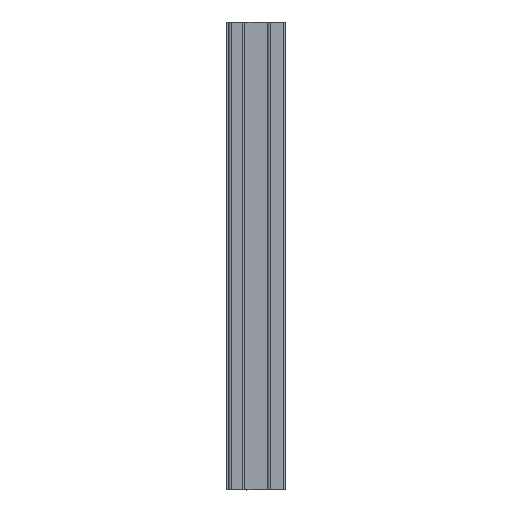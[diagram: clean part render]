
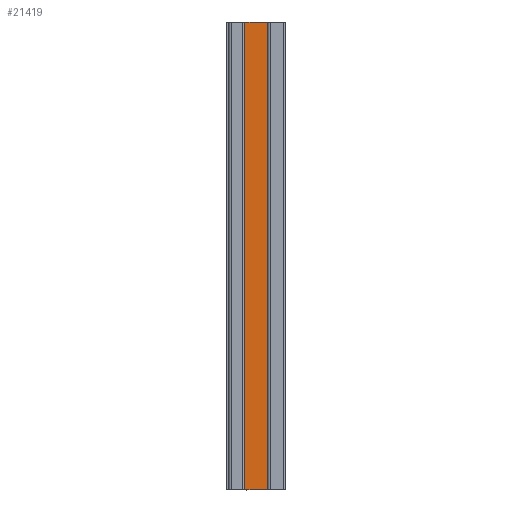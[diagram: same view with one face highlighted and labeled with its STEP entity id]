
A CAD part, left-side view. The second image highlights one B-rep face of the part: STEP entity #21419.
In plain terms, the highlighted planar face has unit normal (-1, 0, 0).
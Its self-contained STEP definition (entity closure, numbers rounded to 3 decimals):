
#1702 = EDGE_CURVE ( 'NONE', #11942, #11903, #5781, .T. ) ;
#1703 = EDGE_CURVE ( 'NONE', #11943, #11901, #5783, .T. ) ;
#1749 = EDGE_CURVE ( 'NONE', #11942, #11943, #5846, .T. ) ;
#2665 = LINE ( 'NONE', #8885, #2666 ) ;
#2666 = VECTOR ( 'NONE', #8886, 1000. ) ;
#5781 = LINE ( 'NONE', #19652, #5782 ) ;
#5782 = VECTOR ( 'NONE', #19654, 1000. ) ;
#5783 = LINE ( 'NONE', #19657, #5784 ) ;
#5784 = VECTOR ( 'NONE', #19659, 1000. ) ;
#5846 = LINE ( 'NONE', #19957, #5847 ) ;
#5847 = VECTOR ( 'NONE', #19959, 1000. ) ;
#5989 = ORIENTED_EDGE ( 'NONE', *, *, #15717, .T. ) ;
#5990 = ORIENTED_EDGE ( 'NONE', *, *, #1703, .F. ) ;
#5991 = ORIENTED_EDGE ( 'NONE', *, *, #1749, .F. ) ;
#5992 = ORIENTED_EDGE ( 'NONE', *, *, #1702, .T. ) ;
#6378 = PLANE ( 'NONE',  #10961 ) ;
#6379 = CARTESIAN_POINT ( 'NONE',  ( -28.5, 5.45, 211. ) ) ;
#6380 = DIRECTION ( 'NONE',  ( 1., 0., 0. ) ) ;
#6381 = DIRECTION ( 'NONE',  ( 0., 0., -1. ) ) ;
#8885 = CARTESIAN_POINT ( 'NONE',  ( -28.5, 5.45, 0. ) ) ;
#8886 = DIRECTION ( 'NONE',  ( 0., -1., 0. ) ) ;
#10961 = AXIS2_PLACEMENT_3D ( 'NONE', #6379, #6380, #6381 ) ;
#11901 = VERTEX_POINT ( 'NONE', #12635 ) ;
#11903 = VERTEX_POINT ( 'NONE', #12636 ) ;
#11942 = VERTEX_POINT ( 'NONE', #12657 ) ;
#11943 = VERTEX_POINT ( 'NONE', #12658 ) ;
#12221 = EDGE_LOOP ( 'NONE', ( #5989, #5990, #5991, #5992 ) ) ;
#12635 = CARTESIAN_POINT ( 'NONE',  ( -28.5, -5.55, 0. ) ) ;
#12636 = CARTESIAN_POINT ( 'NONE',  ( -28.5, 5.45, 0. ) ) ;
#12657 = CARTESIAN_POINT ( 'NONE',  ( -28.5, 5.45, 211. ) ) ;
#12658 = CARTESIAN_POINT ( 'NONE',  ( -28.5, -5.55, 211. ) ) ;
#15717 = EDGE_CURVE ( 'NONE', #11903, #11901, #2665, .T. ) ;
#19652 = CARTESIAN_POINT ( 'NONE',  ( -28.5, 5.45, 211. ) ) ;
#19654 = DIRECTION ( 'NONE',  ( 0., 0., -1. ) ) ;
#19657 = CARTESIAN_POINT ( 'NONE',  ( -28.5, -5.55, 211. ) ) ;
#19659 = DIRECTION ( 'NONE',  ( 0., 0., -1. ) ) ;
#19957 = CARTESIAN_POINT ( 'NONE',  ( -28.5, 5.45, 211. ) ) ;
#19959 = DIRECTION ( 'NONE',  ( 0., -1., 0. ) ) ;
#20486 = FACE_OUTER_BOUND ( 'NONE', #12221, .T. ) ;
#21419 = ADVANCED_FACE ( 'NONE', ( #20486 ), #6378, .F. ) ;
